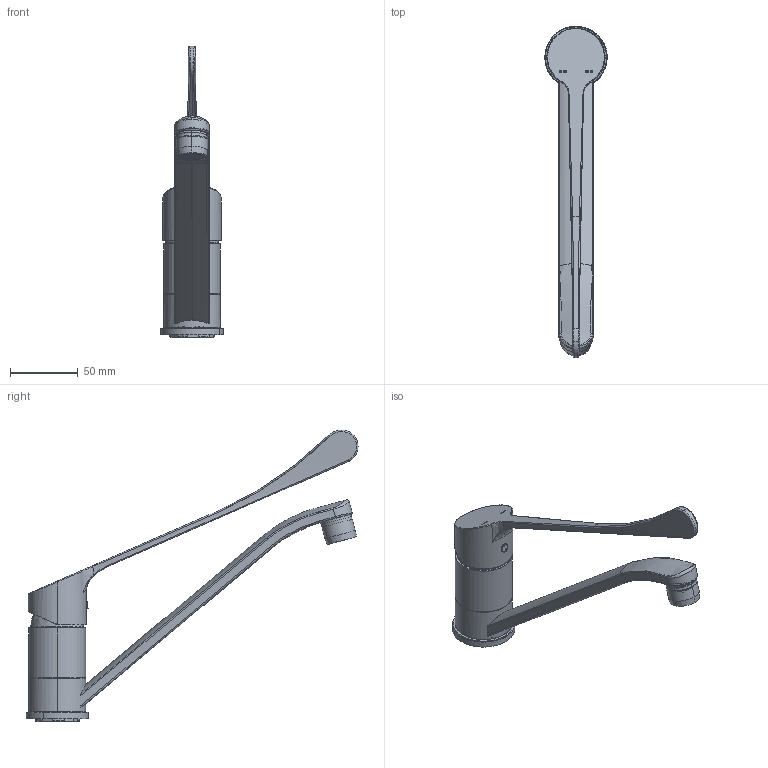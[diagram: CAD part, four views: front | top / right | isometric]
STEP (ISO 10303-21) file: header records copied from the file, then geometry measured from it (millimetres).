
FILE_DESCRIPTION(/* description */ (''),/* implementation_level */ '2;1');
FILE_NAME(/* name */ 'STEP - 9509522, 9511869',/* time_stamp */ '2025-03-18T16:42:59+11:00',/* author */ (''),/* organization */ (''),/* preprocessor_version */ 'ST-DEVELOPER v16.5',/* originating_system */ 'Rhino 7.37',/* authorisation */ '');
FILE_SCHEMA (('AUTOMOTIVE_DESIGN'));
Length unit declared in the file: millimetre
Products named in the file (1): Document
Bounding box: 45.95 x 245.05 x 215.43 mm (x, y, z)
Volume: 37509.4 mm3; surface area: 2112199.2 mm2
Topology: 6 solids, 21 shells, 2985 faces, 8890 edges, 5786 vertices
Faces by surface type: plane 2528, cylinder 249, bspline 208
Entity records: 106575 total; most frequent: CARTESIAN_POINT 46401, ORIENTED_EDGE 17367, EDGE_CURVE 8833, B_SPLINE_CURVE_WITH_KNOTS 8079, VERTEX_POINT 5737, EDGE_LOOP 4289, ADVANCED_FACE 2983, FACE_OUTER_BOUND 2983
